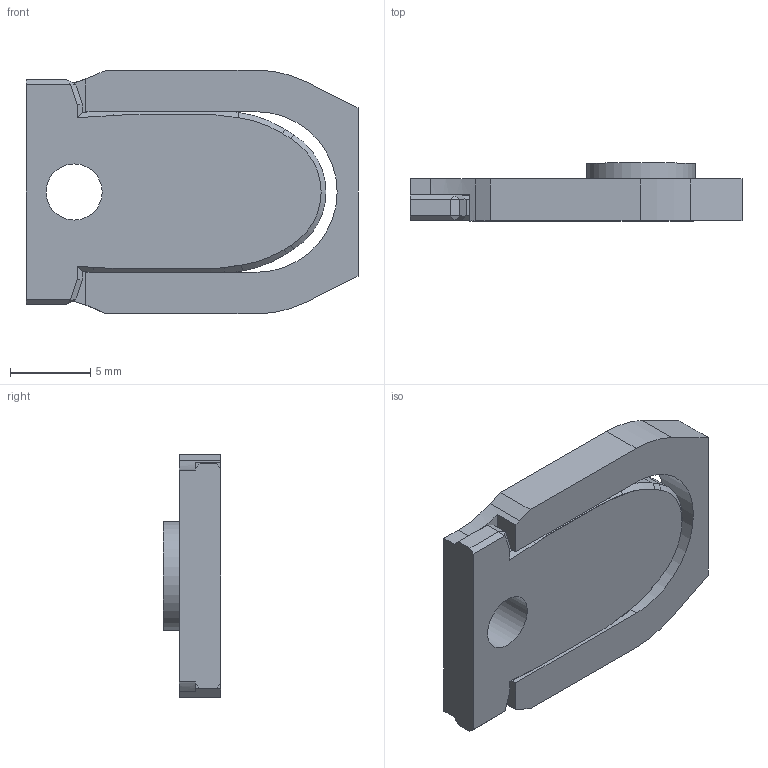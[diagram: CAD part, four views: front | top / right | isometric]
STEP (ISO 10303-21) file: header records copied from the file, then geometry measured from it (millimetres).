
FILE_DESCRIPTION (( 'STEP AP214' ), '1' );
FILE_NAME ('01.03.03.03 Óñòðîéñòâî áëîêèðîâêè âûâîäîâ ìåõàíè÷åñêîå ÁÂÌ.STEP', '2017-03-09T14:03:27', ( 'user' ), ( '' ), 'SwSTEP 2.0', 'SolidWorks 2014', '' );
FILE_SCHEMA (( 'AUTOMOTIVE_DESIGN' ));
Length unit declared in the file: millimetre
Products named in the file (1): 01.03.03.03 Óñòðîéñòâî áëîêèðîâêè âûâîäîâ ìåõàíè÷åñêîå ÁÂÌ
Bounding box: 20.7 x 3.6 x 15.2 mm (x, y, z)
Volume: 715.6 mm3; surface area: 928.4 mm2
Topology: 1 solids, 1 shells, 106 faces, 290 edges, 184 vertices
Faces by surface type: plane 79, cylinder 17, cone 10
Full cylindrical faces by diameter (mm): 3.5 x1, 6.8 x1
Entity records: 4527 total; most frequent: CARTESIAN_POINT 675, ORIENTED_EDGE 576, DIRECTION 513, EDGE_CURVE 288, VECTOR 221, LINE 221, VERTEX_POINT 184, AXIS2_PLACEMENT_3D 146
